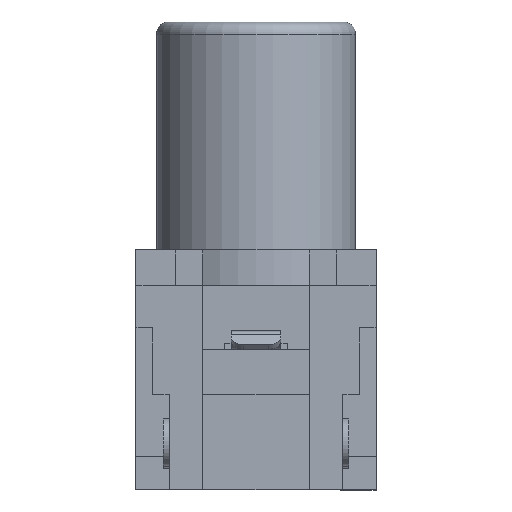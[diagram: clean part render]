
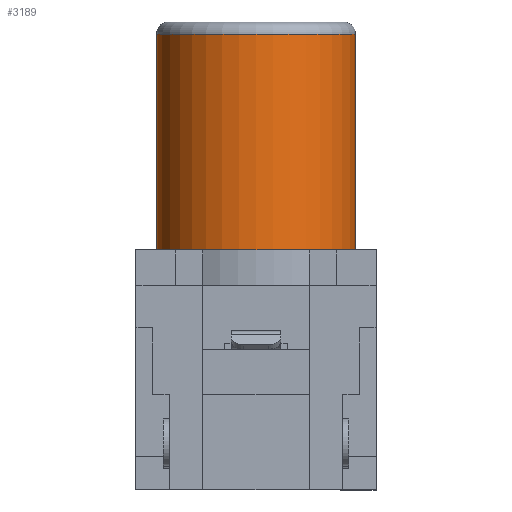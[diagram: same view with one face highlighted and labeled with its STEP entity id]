
A CAD part, front view. The second image highlights one B-rep face of the part: STEP entity #3189.
In plain terms, the highlighted cylindrical face has radius 4.153 mm (diameter 8.306 mm), a partial arc.
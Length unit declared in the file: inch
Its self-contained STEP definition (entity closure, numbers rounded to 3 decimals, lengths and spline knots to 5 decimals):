
#153 = VERTEX_POINT ( 'NONE', #239 ) ;
#239 = CARTESIAN_POINT ( 'NONE',  ( 0.1635, 0.315, 0.512 ) ) ;
#380 = VECTOR ( 'NONE', #1505, 39.37008 ) ;
#466 = AXIS2_PLACEMENT_3D ( 'NONE', #552, #3279, #2096 ) ;
#552 = CARTESIAN_POINT ( 'NONE',  ( 0., 0.315, 0.512 ) ) ;
#677 = EDGE_LOOP ( 'NONE', ( #5018, #2730, #3356, #2916 ) ) ;
#789 = DIRECTION ( 'NONE',  ( 1., 0., 0. ) ) ;
#876 = CIRCLE ( 'NONE', #4308, 0.1635 ) ;
#1299 = EDGE_CURVE ( 'NONE', #3378, #3911, #876, .T. ) ;
#1453 = DIRECTION ( 'NONE',  ( 0., 0., -1. ) ) ;
#1505 = DIRECTION ( 'NONE',  ( 0., 0., -1. ) ) ;
#1509 = EDGE_CURVE ( 'NONE', #153, #3911, #4971, .T. ) ;
#1783 = CIRCLE ( 'NONE', #466, 0.1635 ) ;
#1931 = VECTOR ( 'NONE', #4618, 39.37008 ) ;
#1988 = LINE ( 'NONE', #2286, #1931 ) ;
#2054 = EDGE_CURVE ( 'NONE', #5034, #3378, #1988, .T. ) ;
#2096 = DIRECTION ( 'NONE',  ( 1., 0., 0. ) ) ;
#2235 = CARTESIAN_POINT ( 'NONE',  ( 0., 0.315, 0.532 ) ) ;
#2286 = CARTESIAN_POINT ( 'NONE',  ( -0.1635, 0.315, 0.532 ) ) ;
#2319 = CARTESIAN_POINT ( 'NONE',  ( -0.1635, 0.315, 0.512 ) ) ;
#2380 = EDGE_CURVE ( 'NONE', #153, #5034, #1783, .T. ) ;
#2575 = FACE_OUTER_BOUND ( 'NONE', #677, .T. ) ;
#2599 = DIRECTION ( 'NONE',  ( -1., 0., 0. ) ) ;
#2684 = CARTESIAN_POINT ( 'NONE',  ( 0.1635, 0.315, 0.532 ) ) ;
#2730 = ORIENTED_EDGE ( 'NONE', *, *, #2380, .T. ) ;
#2783 = CARTESIAN_POINT ( 'NONE',  ( -0.1635, 0.315, 0.158 ) ) ;
#2916 = ORIENTED_EDGE ( 'NONE', *, *, #1299, .T. ) ;
#3115 = CARTESIAN_POINT ( 'NONE',  ( 0., 0.315, 0.158 ) ) ;
#3189 = ADVANCED_FACE ( 'NONE', ( #2575 ), #4463, .T. ) ;
#3279 = DIRECTION ( 'NONE',  ( 0., 0., -1. ) ) ;
#3356 = ORIENTED_EDGE ( 'NONE', *, *, #2054, .T. ) ;
#3378 = VERTEX_POINT ( 'NONE', #2783 ) ;
#3900 = DIRECTION ( 'NONE',  ( 0., 0., 1. ) ) ;
#3911 = VERTEX_POINT ( 'NONE', #3991 ) ;
#3914 = AXIS2_PLACEMENT_3D ( 'NONE', #2235, #1453, #2599 ) ;
#3991 = CARTESIAN_POINT ( 'NONE',  ( 0.1635, 0.315, 0.158 ) ) ;
#4308 = AXIS2_PLACEMENT_3D ( 'NONE', #3115, #3900, #789 ) ;
#4463 = CYLINDRICAL_SURFACE ( 'NONE', #3914, 0.1635 ) ;
#4618 = DIRECTION ( 'NONE',  ( 0., 0., -1. ) ) ;
#4971 = LINE ( 'NONE', #2684, #380 ) ;
#5018 = ORIENTED_EDGE ( 'NONE', *, *, #1509, .F. ) ;
#5034 = VERTEX_POINT ( 'NONE', #2319 ) ;
